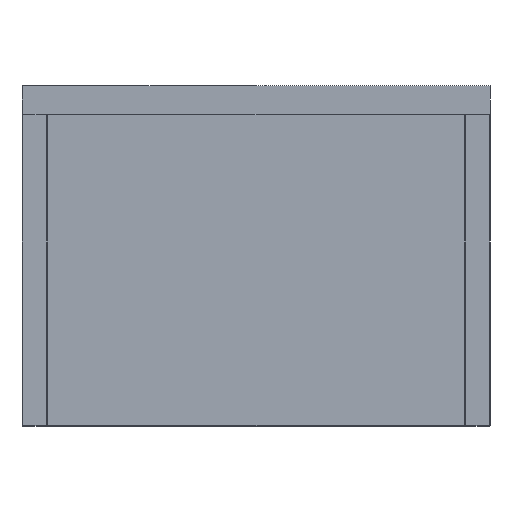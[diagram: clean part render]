
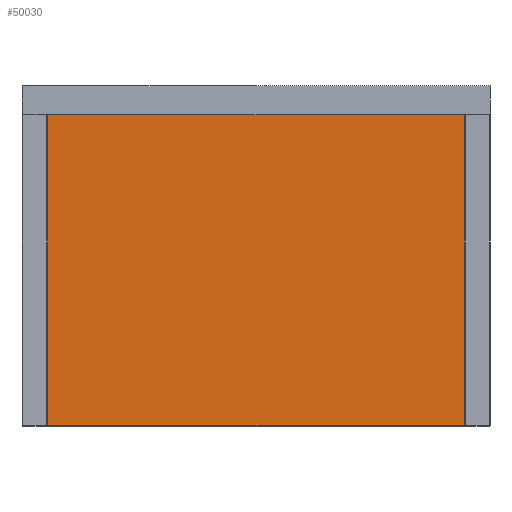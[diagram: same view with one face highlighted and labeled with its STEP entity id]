
A CAD part, front view. The second image highlights one B-rep face of the part: STEP entity #50030.
In plain terms, the highlighted planar face has unit normal (0, -1, 0).
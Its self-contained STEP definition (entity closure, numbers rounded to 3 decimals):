
#4533 = DIRECTION ( 'NONE',  ( 0., 0., 1. ) ) ;
#5535 = EDGE_CURVE ( 'NONE', #90183, #24284, #38856, .T. ) ;
#6268 = LINE ( 'NONE', #91231, #51318 ) ;
#8892 = ORIENTED_EDGE ( 'NONE', *, *, #54059, .T. ) ;
#15129 = ORIENTED_EDGE ( 'NONE', *, *, #26807, .T. ) ;
#15871 = VECTOR ( 'NONE', #4533, 1000. ) ;
#21051 = ORIENTED_EDGE ( 'NONE', *, *, #5535, .T. ) ;
#22542 = EDGE_LOOP ( 'NONE', ( #21051, #99234, #8892, #15129 ) ) ;
#23633 = CARTESIAN_POINT ( 'NONE',  ( 0., 0., 0. ) ) ;
#24284 = VERTEX_POINT ( 'NONE', #58386 ) ;
#24846 = EDGE_CURVE ( 'NONE', #24284, #54685, #48113, .T. ) ;
#26807 = EDGE_CURVE ( 'NONE', #73663, #90183, #6268, .T. ) ;
#30969 = VECTOR ( 'NONE', #70226, 1000. ) ;
#37269 = CARTESIAN_POINT ( 'NONE',  ( -133.5, 0., -99.5 ) ) ;
#38856 = LINE ( 'NONE', #63654, #86010 ) ;
#48113 = LINE ( 'NONE', #107111, #15871 ) ;
#50030 = ADVANCED_FACE ( 'NONE', ( #99195 ), #57828, .F. ) ;
#51318 = VECTOR ( 'NONE', #55404, 1000. ) ;
#54059 = EDGE_CURVE ( 'NONE', #54685, #73663, #63021, .T. ) ;
#54685 = VERTEX_POINT ( 'NONE', #70688 ) ;
#55404 = DIRECTION ( 'NONE',  ( 0., 0., -1. ) ) ;
#55820 = CARTESIAN_POINT ( 'NONE',  ( 0., 0., 99.5 ) ) ;
#57273 = DIRECTION ( 'NONE',  ( 0., 0., 1. ) ) ;
#57828 = PLANE ( 'NONE',  #85544 ) ;
#58386 = CARTESIAN_POINT ( 'NONE',  ( 133.5, 0., -99.5 ) ) ;
#63021 = LINE ( 'NONE', #55820, #30969 ) ;
#63654 = CARTESIAN_POINT ( 'NONE',  ( 0., 0., -99.5 ) ) ;
#70226 = DIRECTION ( 'NONE',  ( -1., 0., 0. ) ) ;
#70688 = CARTESIAN_POINT ( 'NONE',  ( 133.5, 0., 99.5 ) ) ;
#73663 = VERTEX_POINT ( 'NONE', #95803 ) ;
#85544 = AXIS2_PLACEMENT_3D ( 'NONE', #23633, #91487, #57273 ) ;
#86010 = VECTOR ( 'NONE', #88515, 1000. ) ;
#88515 = DIRECTION ( 'NONE',  ( 1., 0., 0. ) ) ;
#90183 = VERTEX_POINT ( 'NONE', #37269 ) ;
#91231 = CARTESIAN_POINT ( 'NONE',  ( -133.5, 0., 0. ) ) ;
#91487 = DIRECTION ( 'NONE',  ( 0., 1., 0. ) ) ;
#95803 = CARTESIAN_POINT ( 'NONE',  ( -133.5, 0., 99.5 ) ) ;
#99195 = FACE_OUTER_BOUND ( 'NONE', #22542, .T. ) ;
#99234 = ORIENTED_EDGE ( 'NONE', *, *, #24846, .T. ) ;
#107111 = CARTESIAN_POINT ( 'NONE',  ( 133.5, 0., 0. ) ) ;
